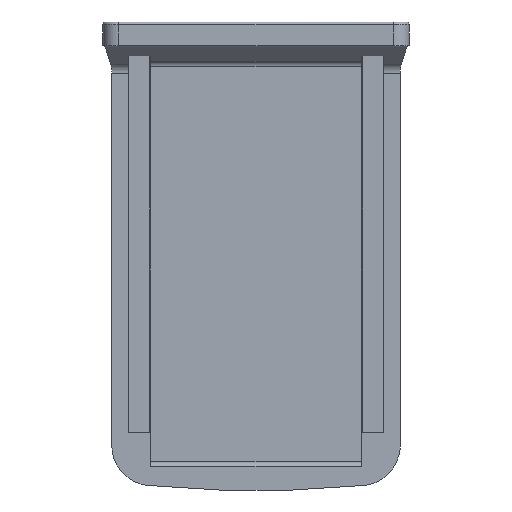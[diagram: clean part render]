
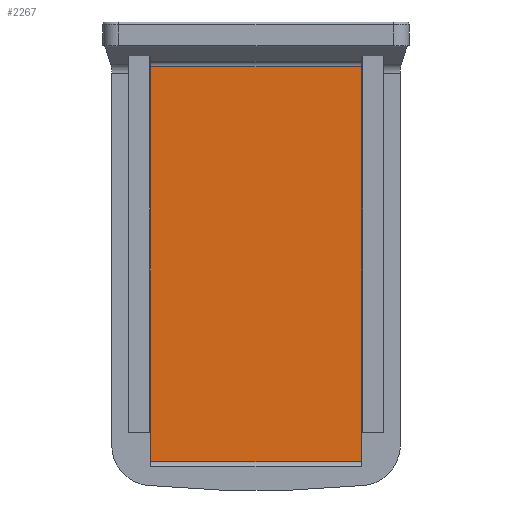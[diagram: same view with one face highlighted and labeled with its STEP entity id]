
A CAD part, front view. The second image highlights one B-rep face of the part: STEP entity #2267.
In plain terms, the highlighted planar face has unit normal (0, -1, 0).
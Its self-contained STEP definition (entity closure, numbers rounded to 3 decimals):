
#21 = DIRECTION ( 'NONE',  ( 0., 1., 0. ) ) ;
#27 = VERTEX_POINT ( 'NONE', #789 ) ;
#232 = FACE_OUTER_BOUND ( 'NONE', #1047, .T. ) ;
#278 = LINE ( 'NONE', #1896, #512 ) ;
#317 = VERTEX_POINT ( 'NONE', #2227 ) ;
#461 = DIRECTION ( 'NONE',  ( -1., 0., 0. ) ) ;
#470 = VECTOR ( 'NONE', #879, 1000. ) ;
#477 = CARTESIAN_POINT ( 'NONE',  ( -26., 21.8, -47.4 ) ) ;
#512 = VECTOR ( 'NONE', #709, 1000. ) ;
#517 = EDGE_CURVE ( 'NONE', #317, #1778, #696, .T. ) ;
#562 = LINE ( 'NONE', #2176, #920 ) ;
#583 = ORIENTED_EDGE ( 'NONE', *, *, #1086, .T. ) ;
#680 = EDGE_CURVE ( 'NONE', #1753, #1778, #1264, .T. ) ;
#696 = LINE ( 'NONE', #477, #470 ) ;
#709 = DIRECTION ( 'NONE',  ( 0., 0., -1. ) ) ;
#789 = CARTESIAN_POINT ( 'NONE',  ( -20.096, 21.8, 28. ) ) ;
#879 = DIRECTION ( 'NONE',  ( 1., 0., 0. ) ) ;
#890 = CARTESIAN_POINT ( 'NONE',  ( 20.096, 21.8, 28. ) ) ;
#920 = VECTOR ( 'NONE', #2004, 1000. ) ;
#1041 = CARTESIAN_POINT ( 'NONE',  ( -26., 21.8, -71. ) ) ;
#1047 = EDGE_LOOP ( 'NONE', ( #583, #1898, #1953, #2134 ) ) ;
#1061 = VECTOR ( 'NONE', #2486, 1000. ) ;
#1086 = EDGE_CURVE ( 'NONE', #27, #317, #278, .T. ) ;
#1220 = EDGE_CURVE ( 'NONE', #1753, #27, #562, .T. ) ;
#1242 = PLANE ( 'NONE',  #1735 ) ;
#1264 = LINE ( 'NONE', #2462, #1061 ) ;
#1364 = CARTESIAN_POINT ( 'NONE',  ( 20.096, 21.8, -47.4 ) ) ;
#1735 = AXIS2_PLACEMENT_3D ( 'NONE', #1041, #21, #461 ) ;
#1753 = VERTEX_POINT ( 'NONE', #890 ) ;
#1778 = VERTEX_POINT ( 'NONE', #1364 ) ;
#1896 = CARTESIAN_POINT ( 'NONE',  ( -20.096, 21.8, 39.987 ) ) ;
#1898 = ORIENTED_EDGE ( 'NONE', *, *, #517, .T. ) ;
#1953 = ORIENTED_EDGE ( 'NONE', *, *, #680, .F. ) ;
#2004 = DIRECTION ( 'NONE',  ( -1., 0., 0. ) ) ;
#2134 = ORIENTED_EDGE ( 'NONE', *, *, #1220, .T. ) ;
#2176 = CARTESIAN_POINT ( 'NONE',  ( -26., 21.8, 28. ) ) ;
#2227 = CARTESIAN_POINT ( 'NONE',  ( -20.096, 21.8, -47.4 ) ) ;
#2267 = ADVANCED_FACE ( 'NONE', ( #232 ), #1242, .F. ) ;
#2462 = CARTESIAN_POINT ( 'NONE',  ( 20.096, 21.8, 39.987 ) ) ;
#2486 = DIRECTION ( 'NONE',  ( 0., 0., -1. ) ) ;
